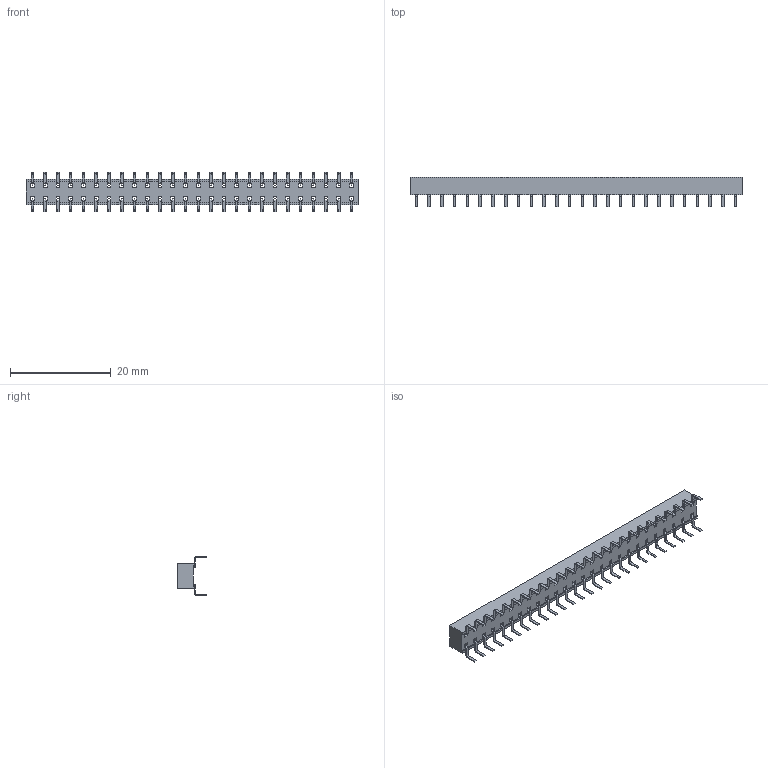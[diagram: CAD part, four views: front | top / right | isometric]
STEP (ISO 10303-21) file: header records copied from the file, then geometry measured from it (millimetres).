
FILE_DESCRIPTION( ( 'STEP AP214' ), ' ' );
FILE_NAME( 'HLE-126-02-L-DV-PE.stp', '2018-03-14T23:27:04', ( '' ), ( '' ), ' ', 'PARTsolutions', ' ' );
FILE_SCHEMA( ( 'AUTOMOTIVE_DESIGN { 1 0 10303 214 1 1 1 1 }' ) );
Length unit declared in the file: inch
Products named in the file (3): HLE-126-02-L-DV-PE; _HLE-126-02-DV_socket; _C-132-12-26-DV-PE
Assembly tree (2 placements, depth 2):
  HLE-126-02-L-DV-PE
    _HLE-126-02-DV_socket
    _C-132-12-26-DV-PE
Bounding box: 66.04 x 5.94 x 7.77 mm (x, y, z)
Volume: 1341.6 mm3; surface area: 3462.7 mm2
Topology: 2 solids, 2 shells, 1697 faces, 4796 edges, 3128 vertices
Faces by surface type: plane 1489, cylinder 208
Entity records: 68028 total; most frequent: CARTESIAN_POINT 9624, ORIENTED_EDGE 9592, DIRECTION 8612, EDGE_CURVE 4796, LINE 4380, VECTOR 4380, VERTEX_POINT 3128, AXIS2_PLACEMENT_3D 2116
